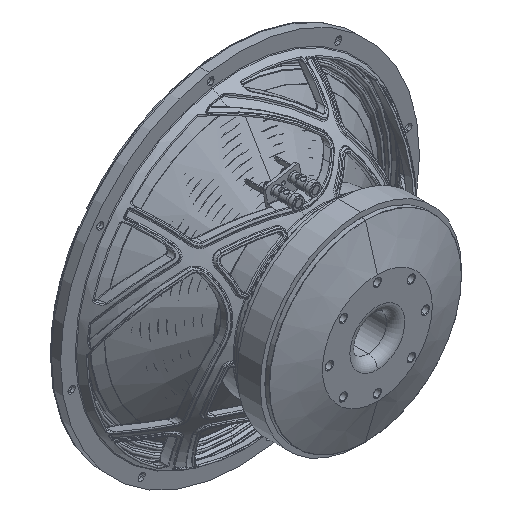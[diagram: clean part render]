
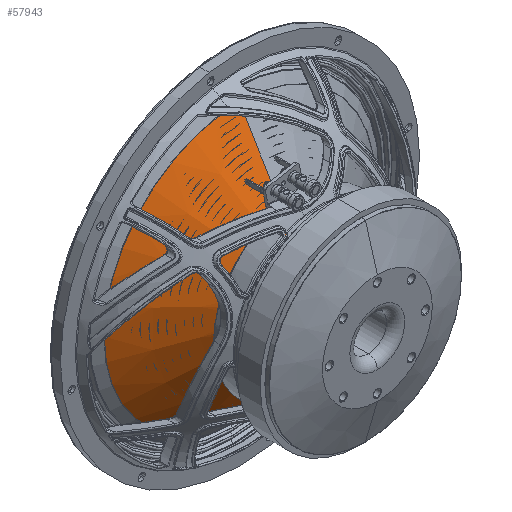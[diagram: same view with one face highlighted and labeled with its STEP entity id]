
A CAD part, isometric view. The second image highlights one B-rep face of the part: STEP entity #57943.
In plain terms, the highlighted conical face has half-angle 59.051 degrees and reference radius 51 mm.
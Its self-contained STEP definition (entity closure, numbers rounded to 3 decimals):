
#836 = CARTESIAN_POINT ( 'NONE',  ( 0., 88.625, 148. ) ) ;
#2637 = CIRCLE ( 'NONE', #72253, 148. ) ;
#6781 = VERTEX_POINT ( 'NONE', #92608 ) ;
#7977 = VECTOR ( 'NONE', #54970, 1000. ) ;
#10521 = DIRECTION ( 'NONE',  ( 0., -1., 0. ) ) ;
#11380 = DIRECTION ( 'NONE',  ( 0., 0.514, 0.858 ) ) ;
#13607 = DIRECTION ( 'NONE',  ( 0., 0., 1. ) ) ;
#15196 = DIRECTION ( 'NONE',  ( 0., -1., 0. ) ) ;
#25769 = ORIENTED_EDGE ( 'NONE', *, *, #59853, .T. ) ;
#27230 = CARTESIAN_POINT ( 'NONE',  ( 0., 30.46, 0. ) ) ;
#30010 = VERTEX_POINT ( 'NONE', #836 ) ;
#32791 = CIRCLE ( 'NONE', #38280, 51. ) ;
#32845 = VERTEX_POINT ( 'NONE', #99416 ) ;
#37197 = LINE ( 'NONE', #97304, #7977 ) ;
#38280 = AXIS2_PLACEMENT_3D ( 'NONE', #27230, #10521, #62723 ) ;
#38387 = VECTOR ( 'NONE', #11380, 1000. ) ;
#40643 = CARTESIAN_POINT ( 'NONE',  ( 0., 30.46, 0. ) ) ;
#49244 = FACE_OUTER_BOUND ( 'NONE', #85543, .T. ) ;
#54970 = DIRECTION ( 'NONE',  ( 0., 0.514, -0.858 ) ) ;
#57943 = ADVANCED_FACE ( 'NONE', ( #49244 ), #88436, .T. ) ;
#59853 = EDGE_CURVE ( 'NONE', #30010, #75801, #2637, .T. ) ;
#62599 = ORIENTED_EDGE ( 'NONE', *, *, #106488, .T. ) ;
#62723 = DIRECTION ( 'NONE',  ( 0., 0., -1. ) ) ;
#63075 = ORIENTED_EDGE ( 'NONE', *, *, #85540, .F. ) ;
#68863 = EDGE_CURVE ( 'NONE', #6781, #75801, #37197, .T. ) ;
#72253 = AXIS2_PLACEMENT_3D ( 'NONE', #85208, #15196, #83071 ) ;
#75671 = AXIS2_PLACEMENT_3D ( 'NONE', #40643, #110516, #13607 ) ;
#75801 = VERTEX_POINT ( 'NONE', #80653 ) ;
#80653 = CARTESIAN_POINT ( 'NONE',  ( 0., 88.625, -148. ) ) ;
#83071 = DIRECTION ( 'NONE',  ( 0., 0., -1. ) ) ;
#85208 = CARTESIAN_POINT ( 'NONE',  ( 0., 88.625, 0. ) ) ;
#85540 = EDGE_CURVE ( 'NONE', #32845, #6781, #32791, .T. ) ;
#85543 = EDGE_LOOP ( 'NONE', ( #90539, #63075, #62599, #25769 ) ) ;
#88436 = CONICAL_SURFACE ( 'NONE', #75671, 51., 1.031 ) ;
#90539 = ORIENTED_EDGE ( 'NONE', *, *, #68863, .F. ) ;
#92608 = CARTESIAN_POINT ( 'NONE',  ( 0., 30.46, -51. ) ) ;
#97304 = CARTESIAN_POINT ( 'NONE',  ( 0., 30.46, -51. ) ) ;
#99416 = CARTESIAN_POINT ( 'NONE',  ( 0., 30.46, 51. ) ) ;
#100652 = CARTESIAN_POINT ( 'NONE',  ( 0., 30.46, 51. ) ) ;
#101208 = LINE ( 'NONE', #100652, #38387 ) ;
#106488 = EDGE_CURVE ( 'NONE', #32845, #30010, #101208, .T. ) ;
#110516 = DIRECTION ( 'NONE',  ( 0., 1., 0. ) ) ;
